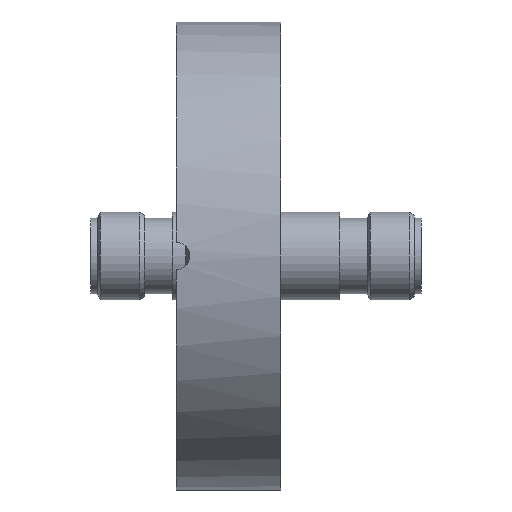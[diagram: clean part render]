
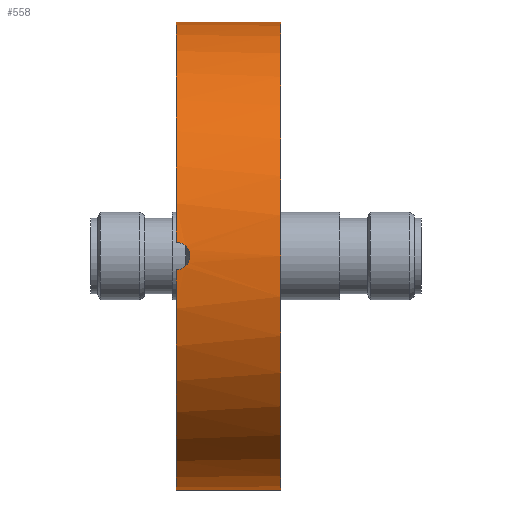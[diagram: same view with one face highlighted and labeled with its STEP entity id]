
A CAD part, left-side view. The second image highlights one B-rep face of the part: STEP entity #558.
In plain terms, the highlighted cylindrical face has radius 17 mm (diameter 34 mm), a partial arc.
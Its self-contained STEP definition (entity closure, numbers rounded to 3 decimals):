
#27 = ORIENTED_EDGE ( 'NONE', *, *, #454, .T. ) ;
#128 = CARTESIAN_POINT ( 'NONE',  ( 0., 0., 17. ) ) ;
#138 = CARTESIAN_POINT ( 'NONE',  ( -16.971, -0.132, 1. ) ) ;
#154 = DIRECTION ( 'NONE',  ( 0., 1., 0. ) ) ;
#196 = CARTESIAN_POINT ( 'NONE',  ( 0., 0., -17. ) ) ;
#277 = VECTOR ( 'NONE', #154, 1000. ) ;
#333 = CARTESIAN_POINT ( 'NONE',  ( -16.978, -0.504, 0.874 ) ) ;
#361 = EDGE_CURVE ( 'NONE', #1453, #1707, #2586, .T. ) ;
#372 = ORIENTED_EDGE ( 'NONE', *, *, #908, .F. ) ;
#447 = ORIENTED_EDGE ( 'NONE', *, *, #2521, .T. ) ;
#454 = EDGE_CURVE ( 'NONE', #1707, #2519, #1319, .T. ) ;
#524 = CARTESIAN_POINT ( 'NONE',  ( 0., -7.6, 0. ) ) ;
#526 = CARTESIAN_POINT ( 'NONE',  ( -16.989, -0.799, 0.615 ) ) ;
#558 = ADVANCED_FACE ( 'NONE', ( #2379 ), #2002, .T. ) ;
#597 = CARTESIAN_POINT ( 'NONE',  ( -16.971, 0., 1. ) ) ;
#611 = EDGE_CURVE ( 'NONE', #1788, #2519, #1879, .T. ) ;
#687 = VERTEX_POINT ( 'NONE', #196 ) ;
#713 = CARTESIAN_POINT ( 'NONE',  ( -16.993, -0.874, -0.503 ) ) ;
#715 = DIRECTION ( 'NONE',  ( 0., 0., 1. ) ) ;
#716 = CARTESIAN_POINT ( 'NONE',  ( -16.998, -0.974, 0.263 ) ) ;
#765 = CARTESIAN_POINT ( 'NONE',  ( -16.989, -0.801, -0.613 ) ) ;
#805 = CARTESIAN_POINT ( 'NONE',  ( 0., 0., 0. ) ) ;
#884 = DIRECTION ( 'NONE',  ( 0., 0., 1. ) ) ;
#886 = CARTESIAN_POINT ( 'NONE',  ( 0., 0., 0. ) ) ;
#908 = EDGE_CURVE ( 'NONE', #1453, #687, #1912, .T. ) ;
#912 = AXIS2_PLACEMENT_3D ( 'NONE', #886, #1483, #884 ) ;
#926 = CARTESIAN_POINT ( 'NONE',  ( -17., -1., -0.13 ) ) ;
#970 = CARTESIAN_POINT ( 'NONE',  ( -16.971, -0.264, -1. ) ) ;
#973 = VERTEX_POINT ( 'NONE', #1621 ) ;
#1008 = DIRECTION ( 'NONE',  ( 0., 0., 1. ) ) ;
#1157 = CARTESIAN_POINT ( 'NONE',  ( 0., -7.6, 17. ) ) ;
#1198 = AXIS2_PLACEMENT_3D ( 'NONE', #524, #1905, #715 ) ;
#1262 = DIRECTION ( 'NONE',  ( 0., 0., 1. ) ) ;
#1311 = CARTESIAN_POINT ( 'NONE',  ( -16.971, 0., 1. ) ) ;
#1319 = LINE ( 'NONE', #2117, #277 ) ;
#1381 = VECTOR ( 'NONE', #2020, 1000. ) ;
#1402 = AXIS2_PLACEMENT_3D ( 'NONE', #2257, #2476, #1262 ) ;
#1453 = VERTEX_POINT ( 'NONE', #1619 ) ;
#1483 = DIRECTION ( 'NONE',  ( 0., 1., 0. ) ) ;
#1518 = CARTESIAN_POINT ( 'NONE',  ( -16.972, -0.262, 0.974 ) ) ;
#1568 = B_SPLINE_CURVE_WITH_KNOTS ( 'NONE', 3,
 ( #1311, #138, #1518, #333, #1710, #526, #1908, #716, #2101, #926, #2320, #713, #765, #2144, #970, #2371 ),
 .UNSPECIFIED., .F., .F.,
 ( 4, 2, 2, 2, 2, 2, 2, 4 ),
 ( 0., 0., 0.001, 0.001, 0.002, 0.002, 0.002, 0.003 ),
 .UNSPECIFIED. ) ;
#1607 = CIRCLE ( 'NONE', #2099, 17. ) ;
#1619 = CARTESIAN_POINT ( 'NONE',  ( 0., -7.6, -17. ) ) ;
#1621 = CARTESIAN_POINT ( 'NONE',  ( -16.971, 0., -1. ) ) ;
#1707 = VERTEX_POINT ( 'NONE', #1157 ) ;
#1710 = CARTESIAN_POINT ( 'NONE',  ( -16.981, -0.615, 0.799 ) ) ;
#1785 = EDGE_CURVE ( 'NONE', #687, #973, #1607, .T. ) ;
#1788 = VERTEX_POINT ( 'NONE', #597 ) ;
#1823 = CARTESIAN_POINT ( 'NONE',  ( 0., -7.6, -17. ) ) ;
#1879 = CIRCLE ( 'NONE', #912, 17. ) ;
#1905 = DIRECTION ( 'NONE',  ( 0., 1., 0. ) ) ;
#1908 = CARTESIAN_POINT ( 'NONE',  ( -16.993, -0.874, 0.503 ) ) ;
#1912 = LINE ( 'NONE', #1823, #1381 ) ;
#2002 = CYLINDRICAL_SURFACE ( 'NONE', #1402, 17. ) ;
#2012 = EDGE_LOOP ( 'NONE', ( #372, #2390, #27, #2058, #447, #2136 ) ) ;
#2020 = DIRECTION ( 'NONE',  ( 0., 1., 0. ) ) ;
#2058 = ORIENTED_EDGE ( 'NONE', *, *, #611, .F. ) ;
#2099 = AXIS2_PLACEMENT_3D ( 'NONE', #805, #2194, #1008 ) ;
#2101 = CARTESIAN_POINT ( 'NONE',  ( -17., -1., 0.131 ) ) ;
#2117 = CARTESIAN_POINT ( 'NONE',  ( 0., -7.6, 17. ) ) ;
#2136 = ORIENTED_EDGE ( 'NONE', *, *, #1785, .F. ) ;
#2144 = CARTESIAN_POINT ( 'NONE',  ( -16.978, -0.521, -0.893 ) ) ;
#2194 = DIRECTION ( 'NONE',  ( 0., 1., 0. ) ) ;
#2257 = CARTESIAN_POINT ( 'NONE',  ( 0., -7.6, 0. ) ) ;
#2320 = CARTESIAN_POINT ( 'NONE',  ( -16.998, -0.974, -0.261 ) ) ;
#2371 = CARTESIAN_POINT ( 'NONE',  ( -16.971, 0., -1. ) ) ;
#2379 = FACE_OUTER_BOUND ( 'NONE', #2012, .T. ) ;
#2390 = ORIENTED_EDGE ( 'NONE', *, *, #361, .T. ) ;
#2476 = DIRECTION ( 'NONE',  ( 0., 1., 0. ) ) ;
#2519 = VERTEX_POINT ( 'NONE', #128 ) ;
#2521 = EDGE_CURVE ( 'NONE', #1788, #973, #1568, .T. ) ;
#2586 = CIRCLE ( 'NONE', #1198, 17. ) ;
